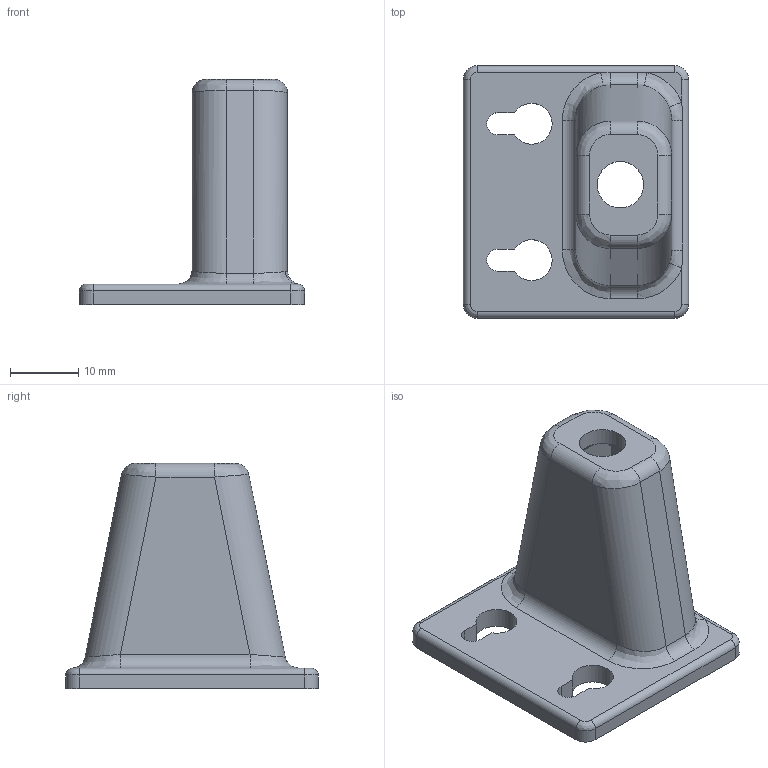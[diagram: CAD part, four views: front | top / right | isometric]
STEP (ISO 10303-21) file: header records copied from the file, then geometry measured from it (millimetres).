
FILE_DESCRIPTION(/* description */ (''),/* implementation_level */ '2;1');
FILE_NAME(/* name */ 'wifi_antenna_holder.stp',/* time_stamp */ '2023-12-19T13:07:52+01:00',/* author */ ('Dominik Tebich'),/* organization */ (''),/* preprocessor_version */ 'ST-DEVELOPER v19.2',/* originating_system */ 'Autodesk Inventor 2023',/* authorisation */ '');
FILE_SCHEMA (('AUTOMOTIVE_DESIGN { 1 0 10303 214 3 1 1 }'));
Length unit declared in the file: millimetre
Products named in the file (1): wifi_antenna_holder_R4
Bounding box: 33 x 37 x 33 mm (x, y, z)
Volume: 10823.5 mm3; surface area: 5445 mm2
Topology: 1 solids, 1 shells, 117 faces, 294 edges, 185 vertices
Faces by surface type: plane 69, cylinder 25, bspline 23
Full cylindrical faces by diameter (mm): 6.8 x1
Entity records: 3815 total; most frequent: CARTESIAN_POINT 1017, ORIENTED_EDGE 588, DIRECTION 531, EDGE_CURVE 294, LINE 203, VECTOR 203, VERTEX_POINT 183, AXIS2_PLACEMENT_3D 164
